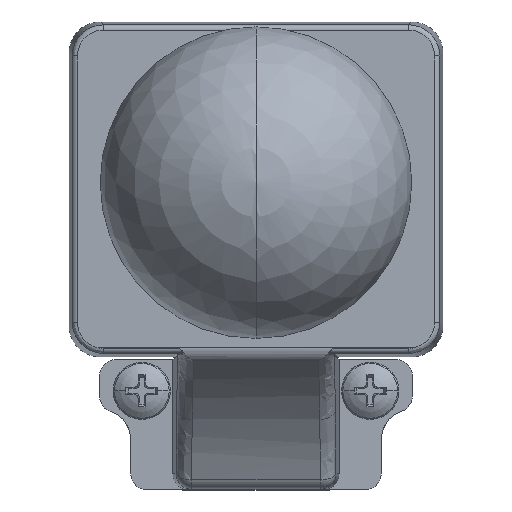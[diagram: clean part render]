
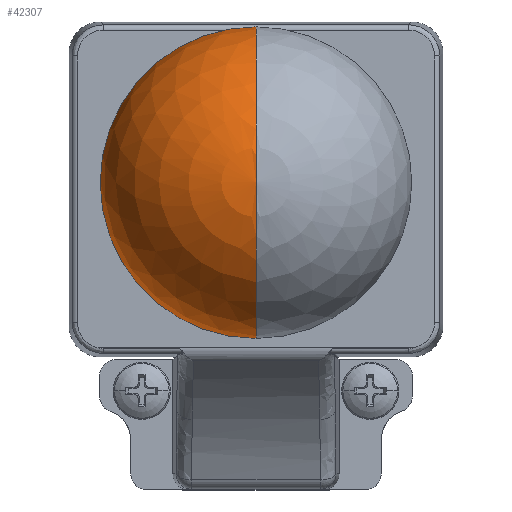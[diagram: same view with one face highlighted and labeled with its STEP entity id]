
A CAD part, top view. The second image highlights one B-rep face of the part: STEP entity #42307.
In plain terms, the highlighted spherical face has radius 15 mm.
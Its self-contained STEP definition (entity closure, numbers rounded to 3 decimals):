
#41380=CARTESIAN_POINT('',(0.,0.,0.));
#41381=DIRECTION('',(0.,-1.,0.));
#41382=DIRECTION('',(0.,0.,-1.));
#41383=AXIS2_PLACEMENT_3D('',#41380,#41381,#41382);
#41385=CARTESIAN_POINT('',(0.,0.,0.));
#41386=DIRECTION('',(1.,0.,0.));
#41387=DIRECTION('',(0.,0.,-1.));
#41388=AXIS2_PLACEMENT_3D('',#41385,#41386,#41387);
#41390=CARTESIAN_POINT('',(0.,0.,0.));
#41391=DIRECTION('',(-1.,0.,0.));
#41392=DIRECTION('',(0.,0.,1.));
#41393=AXIS2_PLACEMENT_3D('',#41390,#41391,#41392);
#42198=CARTESIAN_POINT('',(0.,0.,-15.));
#42199=CARTESIAN_POINT('',(0.,15.,0.));
#42200=VERTEX_POINT('',#42198);
#42201=VERTEX_POINT('',#42199);
#42202=CARTESIAN_POINT('',(0.,0.,15.));
#42203=VERTEX_POINT('',#42202);
#42294=CARTESIAN_POINT('',(0.,0.,0.));
#42295=DIRECTION('',(0.,-1.,0.));
#42296=DIRECTION('',(0.,0.,1.));
#42297=AXIS2_PLACEMENT_3D('',#42294,#42295,#42296);
#42298=SPHERICAL_SURFACE('',#42297,15.);
#42300=ORIENTED_EDGE('',*,*,#42299,.F.);
#42302=ORIENTED_EDGE('',*,*,#42301,.T.);
#42304=ORIENTED_EDGE('',*,*,#42303,.T.);
#42305=EDGE_LOOP('',(#42300,#42302,#42304));
#42306=FACE_OUTER_BOUND('',#42305,.F.);
#42307=ADVANCED_FACE('',(#42306),#42298,.T.);
#41384=CIRCLE('',#41383,15.);
#41389=CIRCLE('',#41388,15.);
#41394=CIRCLE('',#41393,15.);
#42299=EDGE_CURVE('',#42200,#42201,#41389,.T.);
#42301=EDGE_CURVE('',#42200,#42203,#41384,.T.);
#42303=EDGE_CURVE('',#42203,#42201,#41394,.T.);
